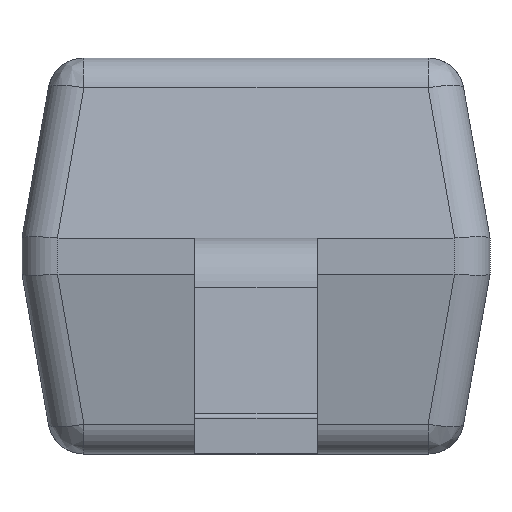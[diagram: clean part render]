
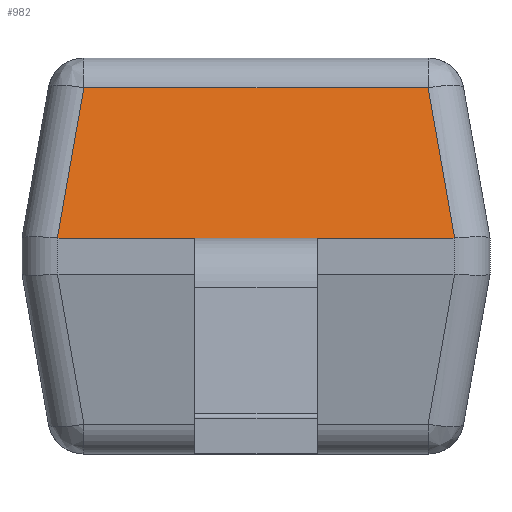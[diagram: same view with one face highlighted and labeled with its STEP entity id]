
A CAD part, left-side view. The second image highlights one B-rep face of the part: STEP entity #982.
In plain terms, the highlighted free-form (B-spline) face has degree [1, 1] with [2, 2] control points.
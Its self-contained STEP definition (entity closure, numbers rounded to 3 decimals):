
#502 = VERTEX_POINT('',#503);
#503 = CARTESIAN_POINT('',(-0.825,0.17,0.6));
#508 = EDGE_CURVE('',#502,#509,#511,.T.);
#509 = VERTEX_POINT('',#510);
#510 = CARTESIAN_POINT('',(-0.825,0.55,0.6));
#511 = B_SPLINE_CURVE_WITH_KNOTS('',1,(#512,#513),.UNSPECIFIED.,.F.,.F.,
  (2,2),(-0.48,-0.1),.PIECEWISE_BEZIER_KNOTS.);
#512 = CARTESIAN_POINT('',(-0.825,0.17,0.6));
#513 = CARTESIAN_POINT('',(-0.825,0.55,0.6));
#636 = EDGE_CURVE('',#637,#639,#641,.T.);
#637 = VERTEX_POINT('',#638);
#638 = CARTESIAN_POINT('',(-0.825,-0.55,0.6));
#639 = VERTEX_POINT('',#640);
#640 = CARTESIAN_POINT('',(-0.825,-0.17,0.6));
#641 = B_SPLINE_CURVE_WITH_KNOTS('',1,(#642,#643),.UNSPECIFIED.,.F.,.F.,
  (2,2),(-1.2,-0.82),.PIECEWISE_BEZIER_KNOTS.);
#642 = CARTESIAN_POINT('',(-0.825,-0.55,0.6));
#643 = CARTESIAN_POINT('',(-0.825,-0.17,0.6));
#982 = ADVANCED_FACE('',(#983),#1029,.T.);
#983 = FACE_BOUND('',#984,.T.);
#984 = EDGE_LOOP('',(#985,#986,#995,#1002,#1009,#1016,#1023,#1024));
#985 = ORIENTED_EDGE('',*,*,#636,.F.);
#986 = ORIENTED_EDGE('',*,*,#987,.T.);
#987 = EDGE_CURVE('',#637,#988,#990,.T.);
#988 = VERTEX_POINT('',#989);
#989 = CARTESIAN_POINT('',(-0.825,-0.552,
    0.6));
#990 = ( BOUNDED_CURVE() B_SPLINE_CURVE(3,(#991,#992,#993,#994),
.UNSPECIFIED.,.F.,.F.) B_SPLINE_CURVE_WITH_KNOTS((4,4),(0.,
0.015),.PIECEWISE_BEZIER_KNOTS.) CURVE() 
GEOMETRIC_REPRESENTATION_ITEM() RATIONAL_B_SPLINE_CURVE((1.,
1.,1.,1.)) REPRESENTATION_ITEM('') );
#991 = CARTESIAN_POINT('',(-0.825,-0.55,0.6));
#992 = CARTESIAN_POINT('',(-0.825,-0.551,0.6));
#993 = CARTESIAN_POINT('',(-0.825,-0.551,0.6
    ));
#994 = CARTESIAN_POINT('',(-0.825,-0.552,
    0.6));
#995 = ORIENTED_EDGE('',*,*,#996,.T.);
#996 = EDGE_CURVE('',#988,#997,#999,.T.);
#997 = VERTEX_POINT('',#998);
#998 = CARTESIAN_POINT('',(-0.751,-0.478,
    1.017));
#999 = B_SPLINE_CURVE_WITH_KNOTS('',1,(#1000,#1001),.UNSPECIFIED.,.F.,
  .F.,(2,2),(-0.595,-0.164),.PIECEWISE_BEZIER_KNOTS.);
#1000 = CARTESIAN_POINT('',(-0.825,-0.552,
    0.6));
#1001 = CARTESIAN_POINT('',(-0.751,-0.478,
    1.017));
#1002 = ORIENTED_EDGE('',*,*,#1003,.T.);
#1003 = EDGE_CURVE('',#997,#1004,#1006,.T.);
#1004 = VERTEX_POINT('',#1005);
#1005 = CARTESIAN_POINT('',(-0.751,0.478,
    1.017));
#1006 = B_SPLINE_CURVE_WITH_KNOTS('',1,(#1007,#1008),.UNSPECIFIED.,.F.,
  .F.,(2,2),(-0.478,0.478),.PIECEWISE_BEZIER_KNOTS.);
#1007 = CARTESIAN_POINT('',(-0.751,-0.478,
    1.017));
#1008 = CARTESIAN_POINT('',(-0.751,0.478,
    1.017));
#1009 = ORIENTED_EDGE('',*,*,#1010,.T.);
#1010 = EDGE_CURVE('',#1004,#1011,#1013,.T.);
#1011 = VERTEX_POINT('',#1012);
#1012 = CARTESIAN_POINT('',(-0.825,0.552,
    0.6));
#1013 = B_SPLINE_CURVE_WITH_KNOTS('',1,(#1014,#1015),.UNSPECIFIED.,.F.,
  .F.,(2,2),(0.164,0.595),.PIECEWISE_BEZIER_KNOTS.);
#1014 = CARTESIAN_POINT('',(-0.751,0.478,
    1.017));
#1015 = CARTESIAN_POINT('',(-0.825,0.552,
    0.6));
#1016 = ORIENTED_EDGE('',*,*,#1017,.T.);
#1017 = EDGE_CURVE('',#1011,#509,#1018,.T.);
#1018 = ( BOUNDED_CURVE() B_SPLINE_CURVE(3,(#1019,#1020,#1021,#1022),
.UNSPECIFIED.,.F.,.F.) B_SPLINE_CURVE_WITH_KNOTS((4,4),(6.268,
6.283),.PIECEWISE_BEZIER_KNOTS.) CURVE() 
GEOMETRIC_REPRESENTATION_ITEM() RATIONAL_B_SPLINE_CURVE((1.,
1.,1.,1.)) REPRESENTATION_ITEM('') );
#1019 = CARTESIAN_POINT('',(-0.825,0.552,
    0.6));
#1020 = CARTESIAN_POINT('',(-0.825,0.551,0.6
    ));
#1021 = CARTESIAN_POINT('',(-0.825,0.551,0.6));
#1022 = CARTESIAN_POINT('',(-0.825,0.55,0.6));
#1023 = ORIENTED_EDGE('',*,*,#508,.F.);
#1024 = ORIENTED_EDGE('',*,*,#1025,.F.);
#1025 = EDGE_CURVE('',#639,#502,#1026,.T.);
#1026 = B_SPLINE_CURVE_WITH_KNOTS('',1,(#1027,#1028),.UNSPECIFIED.,.F.,
  .F.,(2,2),(0.,0.34),.PIECEWISE_BEZIER_KNOTS.);
#1027 = CARTESIAN_POINT('',(-0.825,-0.17,0.6));
#1028 = CARTESIAN_POINT('',(-0.825,0.17,0.6));
#1029 = B_SPLINE_SURFACE_WITH_KNOTS('',1,1,(
    (#1030,#1031)
    ,(#1032,#1033
    )),.UNSPECIFIED.,.F.,.F.,.F.,(2,2),(2,2),(-0.552,
    0.552),(0.084,0.508),
  .PIECEWISE_BEZIER_KNOTS.);
#1030 = CARTESIAN_POINT('',(-0.751,-0.552,
    1.017));
#1031 = CARTESIAN_POINT('',(-0.825,-0.552,0.6));
#1032 = CARTESIAN_POINT('',(-0.751,0.552,
    1.017));
#1033 = CARTESIAN_POINT('',(-0.825,0.552,0.6));
